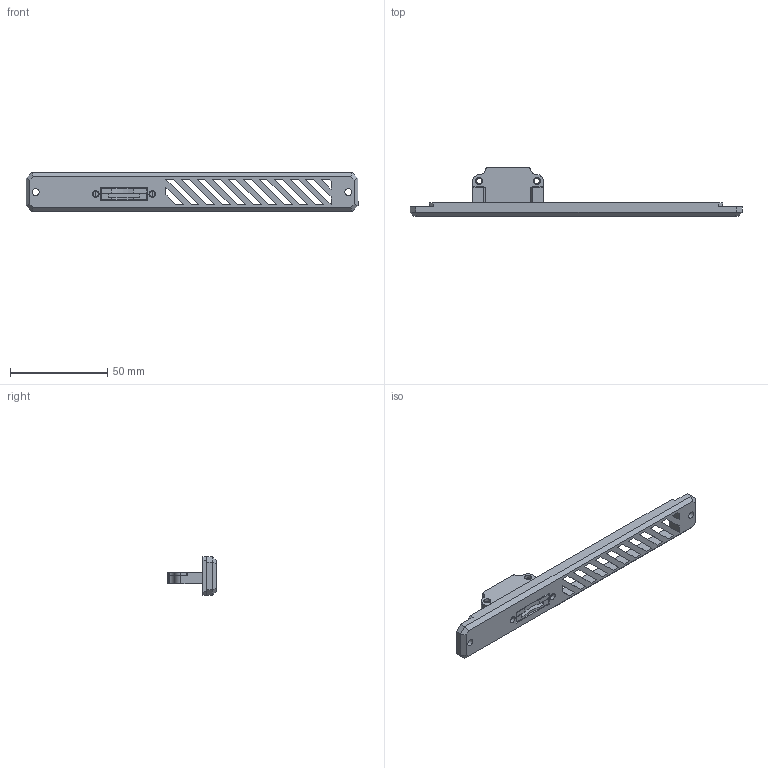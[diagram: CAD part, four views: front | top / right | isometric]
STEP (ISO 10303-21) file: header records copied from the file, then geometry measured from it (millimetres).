
FILE_DESCRIPTION(/* description */ (''),/* implementation_level */ '2;1');
FILE_NAME(/* name */ 'Front Panel - Micro SD Extension.step',/* time_stamp */ '2022-05-17T11:27:49-05:00',/* author */ (''),/* organization */ (''),/* preprocessor_version */ 'ST-DEVELOPER v18.1',/* originating_system */ 'Autodesk Translation Framework v10.14.0.1471',/* authorisation */ '');
FILE_SCHEMA (('AUTOMOTIVE_DESIGN { 1 0 10303 214 3 1 1 }'));
Length unit declared in the file: millimetre
Products named in the file (4): MicroSD Extension Mount, LANMU; Extension Holder Body; Extension Holder Cap; Front Panel
Assembly tree (3 placements, depth 2):
  MicroSD Extension Mount, LANMU
    Extension Holder Body
    Extension Holder Cap
    Front Panel
Bounding box: 170.99 x 25.1 x 20 mm (x, y, z)
Volume: 17584.8 mm3; surface area: 14524.9 mm2
Topology: 3 solids, 3 shells, 161 faces, 488 edges, 320 vertices
Faces by surface type: plane 130, cylinder 31
Full cylindrical faces by diameter (mm): 2.8 x4, 3.5 x2, 3.6 x4
Entity records: 5611 total; most frequent: ORIENTED_EDGE 976, CARTESIAN_POINT 976, DIRECTION 892, EDGE_CURVE 488, LINE 420, VECTOR 420, VERTEX_POINT 320, AXIS2_PLACEMENT_3D 236
